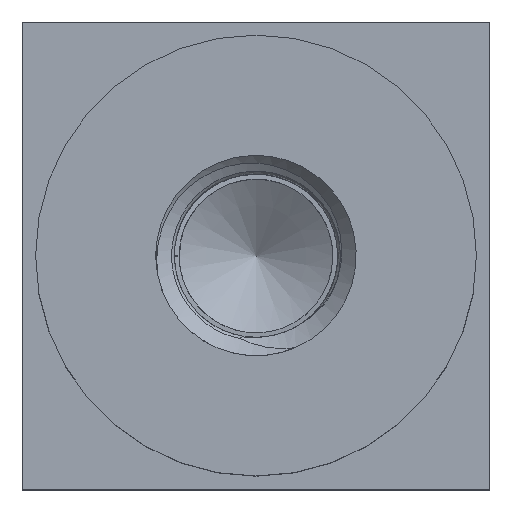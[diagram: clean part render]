
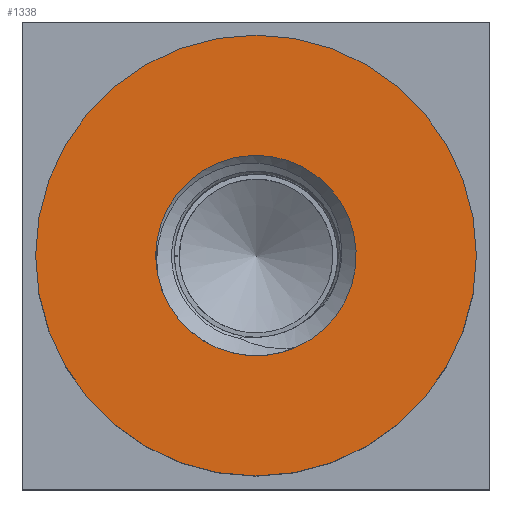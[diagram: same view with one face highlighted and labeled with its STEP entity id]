
A CAD part, top view. The second image highlights one B-rep face of the part: STEP entity #1338.
In plain terms, the highlighted planar face has unit normal (0, 0, 1).
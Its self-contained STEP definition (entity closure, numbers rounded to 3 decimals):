
#88=PLANE('',#1432);
#421=CIRCLE('',#1353,1.5);
#425=CIRCLE('',#1361,1.5);
#426=CIRCLE('',#1424,3.3);
#777=ORIENTED_EDGE('',*,*,#799,.T.);
#778=ORIENTED_EDGE('',*,*,#781,.T.);
#779=ORIENTED_EDGE('',*,*,#942,.F.);
#781=EDGE_CURVE('',#958,#957,#421,.T.);
#799=EDGE_CURVE('',#957,#958,#425,.T.);
#942=EDGE_CURVE('',#1059,#1059,#426,.T.);
#957=VERTEX_POINT('',#1762);
#958=VERTEX_POINT('',#1764);
#1059=VERTEX_POINT('',#3462);
#1163=EDGE_LOOP('',(#777,#778));
#1164=EDGE_LOOP('',(#779));
#1256=FACE_BOUND('',#1163,.T.);
#1257=FACE_BOUND('',#1164,.T.);
#1338=ADVANCED_FACE('',(#1256,#1257),#88,.F.);
#1353=AXIS2_PLACEMENT_3D('',#1763,#1437,#1438);
#1361=AXIS2_PLACEMENT_3D('',#2582,#1459,#1460);
#1424=AXIS2_PLACEMENT_3D('',#3461,#1725,#1726);
#1432=AXIS2_PLACEMENT_3D('',#3491,#1753,#1754);
#1437=DIRECTION('',(0.,0.,-1.));
#1438=DIRECTION('',(-1.,0.,0.));
#1459=DIRECTION('',(0.,0.,-1.));
#1460=DIRECTION('',(-1.,0.,0.));
#1725=DIRECTION('',(0.,0.,-1.));
#1726=DIRECTION('',(1.,0.,0.));
#1753=DIRECTION('',(0.,0.,-1.));
#1754=DIRECTION('',(-1.,0.,0.));
#1762=CARTESIAN_POINT('',(0.596,-1.377,5.5));
#1763=CARTESIAN_POINT('',(0.,0.,5.5));
#1764=CARTESIAN_POINT('',(-1.47,-0.3,5.5));
#2582=CARTESIAN_POINT('',(0.,0.,5.5));
#3461=CARTESIAN_POINT('',(0.,0.,5.5));
#3462=CARTESIAN_POINT('',(3.3,0.,5.5));
#3491=CARTESIAN_POINT('',(0.,0.,5.5));
